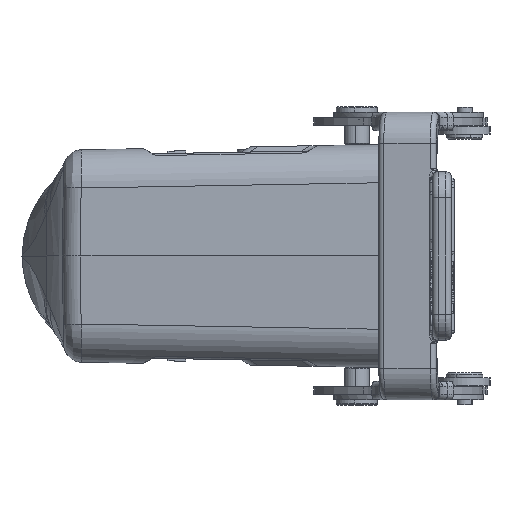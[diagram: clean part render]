
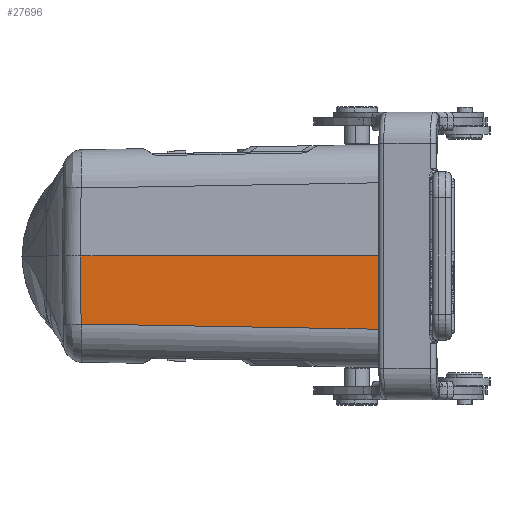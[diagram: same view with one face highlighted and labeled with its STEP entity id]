
A CAD part, left-side view. The second image highlights one B-rep face of the part: STEP entity #27696.
In plain terms, the highlighted planar face has unit normal (-1, 0.018, -0.017).
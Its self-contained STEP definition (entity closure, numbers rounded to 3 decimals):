
#253=CARTESIAN_POINT('',(-59.748,70.308,-14.127));
#279=CARTESIAN_POINT('',(-58.753,128.333,-13.114));
#1137=DIRECTION('',(-0.017,0.,1.));
#1138=VECTOR('',#1137,14.129);
#1139=CARTESIAN_POINT('',(-59.748,70.308,
-14.127));
#1140=LINE('',#1139,#1138);
#1141=DIRECTION('',(0.017,1.,0.017));
#1142=VECTOR('',#1141,58.042);
#1143=CARTESIAN_POINT('',(-59.748,70.308,
-14.127));
#1144=LINE('',#1143,#1142);
#1145=DIRECTION('',(-0.017,0.017,1.));
#1146=VECTOR('',#1145,13.118);
#1147=CARTESIAN_POINT('',(-58.753,128.333,
-13.114));
#1148=LINE('',#1147,#1146);
#1149=DIRECTION('',(0.017,1.,0.));
#1150=VECTOR('',#1149,58.26);
#1151=CARTESIAN_POINT('',(-59.995,70.31,
0.));
#1152=LINE('',#1151,#1150);
#21005=VERTEX_POINT('',#253);
#21011=VERTEX_POINT('',#279);
#21156=CARTESIAN_POINT('',(-59.995,70.31,
0.));
#21157=VERTEX_POINT('',#21156);
#21158=CARTESIAN_POINT('',(-58.978,128.562,
0.));
#21159=VERTEX_POINT('',#21158);
#27683=CARTESIAN_POINT('',(-60.049,70.,2.835));
#27684=DIRECTION('',(-1.,0.017,-0.017));
#27685=DIRECTION('',(0.017,1.,0.));
#27686=AXIS2_PLACEMENT_3D('',#27683,#27684,#27685);
#27687=PLANE('',#27686);
#27689=ORIENTED_EDGE('',*,*,#27688,.F.);
#27690=ORIENTED_EDGE('',*,*,#27676,.F.);
#27691=ORIENTED_EDGE('',*,*,#26351,.T.);
#27693=ORIENTED_EDGE('',*,*,#27692,.T.);
#27694=EDGE_LOOP('',(#27689,#27690,#27691,#27693));
#27695=FACE_OUTER_BOUND('',#27694,.F.);
#27696=ADVANCED_FACE('',(#27695),#27687,.T.);
#26351=EDGE_CURVE('',#21005,#21011,#1144,.T.);
#27676=EDGE_CURVE('',#21005,#21157,#1140,.T.);
#27688=EDGE_CURVE('',#21157,#21159,#1152,.T.);
#27692=EDGE_CURVE('',#21011,#21159,#1148,.T.);
